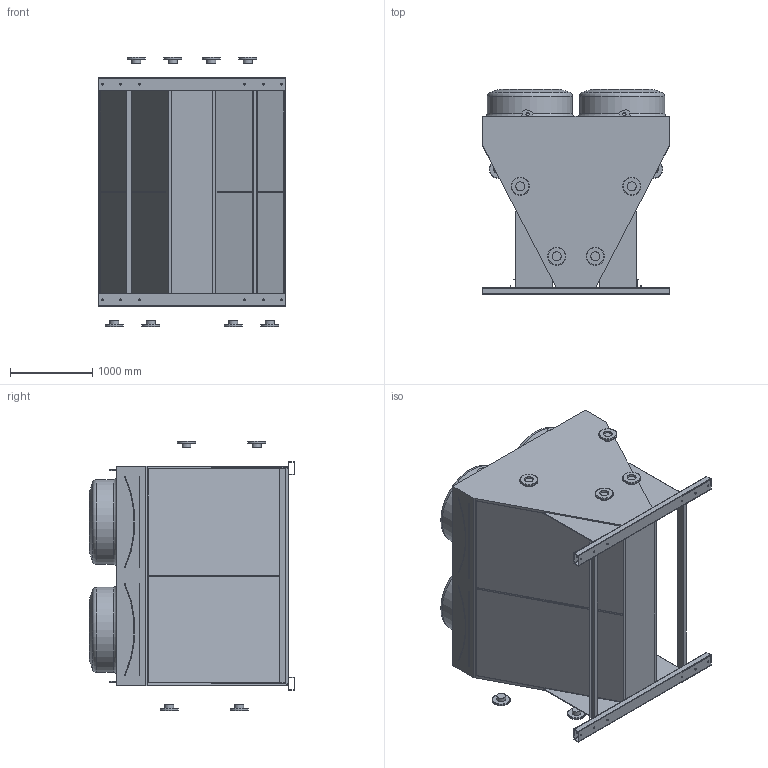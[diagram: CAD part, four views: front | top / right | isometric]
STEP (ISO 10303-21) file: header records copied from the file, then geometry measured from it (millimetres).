
FILE_DESCRIPTION (( 'STEP AP203' ), '1' );
FILE_NAME ('VDD_2MOD_4IN4OUT_OS.STEP', '2018-10-08T14:02:33', ( 'Alfa Laval' ), ( 'Alfa Laval' ), 'SwSTEP 2.0', 'SolidWorks 2016', '' );
FILE_SCHEMA (( 'CONFIG_CONTROL_DESIGN' ));
Length unit declared in the file: millimetre
Products named in the file (3): V-TYPE2_LIGHT_BODY_2MOD-OS; V-TYPE2_LIGHT_VDD_FLANGE_CONN_OS_4IN_4OUT_2MOD; VDD_2MOD_4IN4OUT_OS
Assembly tree (2 placements, depth 2):
  VDD_2MOD_4IN4OUT_OS
    V-TYPE2_LIGHT_BODY_2MOD-OS
    V-TYPE2_LIGHT_VDD_FLANGE_CONN_OS_4IN_4OUT_2MOD
Bounding box: 2280.43 x 2494.62 x 3270 mm (x, y, z)
Volume: 9519171685.5 mm3; surface area: 39268347.9 mm2
Topology: 19 solids, 19 shells, 584 faces, 1366 edges, 868 vertices
Faces by surface type: plane 236, cylinder 236, torus 76, sphere 32, cone 4
Full cylindrical faces by diameter (mm): 1 x16, 20 x24, 40 x4, 100 x4, 108 x16, 220 x8, 1032 x4
Entity records: 16397 total; most frequent: DIRECTION 3044, CARTESIAN_POINT 2651, ORIENTED_EDGE 2428, AXIS2_PLACEMENT_3D 1241, EDGE_CURVE 1214, VERTEX_POINT 848, EDGE_LOOP 848, FACE_OUTER_BOUND 688
